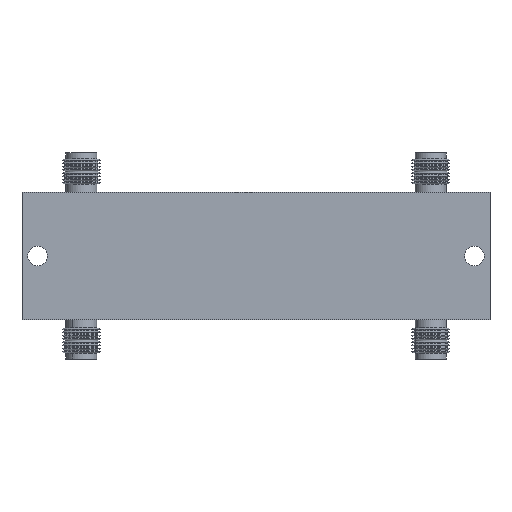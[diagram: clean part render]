
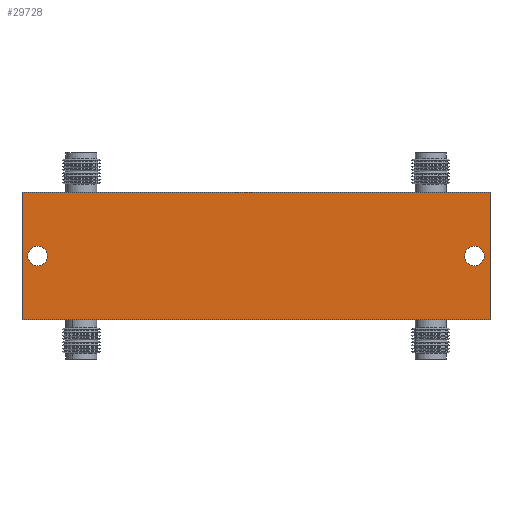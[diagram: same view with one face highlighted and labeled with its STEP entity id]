
A CAD part, front view. The second image highlights one B-rep face of the part: STEP entity #29728.
In plain terms, the highlighted planar face has unit normal (0, -1, 0).
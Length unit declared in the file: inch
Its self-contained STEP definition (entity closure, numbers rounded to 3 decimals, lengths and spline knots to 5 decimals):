
#62 = EDGE_LOOP ( 'NONE', ( #30812, #9006, #21946, #20895 ) ) ;
#134 = DIRECTION ( 'NONE',  ( 0., 0., -1. ) ) ;
#1720 = CARTESIAN_POINT ( 'NONE',  ( -1.4, 0., 0.0625 ) ) ;
#1803 = CARTESIAN_POINT ( 'NONE',  ( -1.5, 0., -0.41 ) ) ;
#2562 = CARTESIAN_POINT ( 'NONE',  ( 1.4, 0., 0. ) ) ;
#2747 = DIRECTION ( 'NONE',  ( 0., 0., 1. ) ) ;
#2846 = ORIENTED_EDGE ( 'NONE', *, *, #9620, .T. ) ;
#3381 = DIRECTION ( 'NONE',  ( 0., 0., -1. ) ) ;
#5168 = CARTESIAN_POINT ( 'NONE',  ( -1.5, 0., -0.41 ) ) ;
#5214 = EDGE_CURVE ( 'NONE', #7885, #8250, #17808, .T. ) ;
#5462 = FACE_BOUND ( 'NONE', #15659, .T. ) ;
#5640 = DIRECTION ( 'NONE',  ( 0., 0., -1. ) ) ;
#5867 = VECTOR ( 'NONE', #2747, 39.37008 ) ;
#5927 = VECTOR ( 'NONE', #19822, 39.37008 ) ;
#6268 = CARTESIAN_POINT ( 'NONE',  ( -1.4, 0., 0. ) ) ;
#6279 = DIRECTION ( 'NONE',  ( 0., 1., 0. ) ) ;
#6804 = DIRECTION ( 'NONE',  ( 0., 0., -1. ) ) ;
#7056 = CARTESIAN_POINT ( 'NONE',  ( 1.5, 0., -0.41 ) ) ;
#7885 = VERTEX_POINT ( 'NONE', #9854 ) ;
#8250 = VERTEX_POINT ( 'NONE', #7056 ) ;
#8349 = PLANE ( 'NONE',  #31695 ) ;
#8781 = EDGE_CURVE ( 'NONE', #32664, #13653, #17579, .T. ) ;
#8789 = EDGE_CURVE ( 'NONE', #29454, #11634, #37869, .T. ) ;
#8908 = EDGE_LOOP ( 'NONE', ( #18576, #35811 ) ) ;
#9006 = ORIENTED_EDGE ( 'NONE', *, *, #9357, .F. ) ;
#9357 = EDGE_CURVE ( 'NONE', #11634, #7885, #11326, .T. ) ;
#9620 = EDGE_CURVE ( 'NONE', #13653, #32664, #18357, .T. ) ;
#9854 = CARTESIAN_POINT ( 'NONE',  ( 1.5, 0., 0.41 ) ) ;
#11052 = DIRECTION ( 'NONE',  ( -1., 0., 0. ) ) ;
#11246 = EDGE_CURVE ( 'NONE', #25542, #19972, #21521, .T. ) ;
#11326 = LINE ( 'NONE', #28697, #5927 ) ;
#11634 = VERTEX_POINT ( 'NONE', #21308 ) ;
#11684 = EDGE_CURVE ( 'NONE', #8250, #29454, #22087, .T. ) ;
#12452 = DIRECTION ( 'NONE',  ( 0., 1., 0. ) ) ;
#13653 = VERTEX_POINT ( 'NONE', #15531 ) ;
#14305 = DIRECTION ( 'NONE',  ( 0., 1., 0. ) ) ;
#14736 = VECTOR ( 'NONE', #11052, 39.37008 ) ;
#15131 = AXIS2_PLACEMENT_3D ( 'NONE', #2562, #14305, #5640 ) ;
#15363 = CARTESIAN_POINT ( 'NONE',  ( 1.4, 0., 0. ) ) ;
#15531 = CARTESIAN_POINT ( 'NONE',  ( 1.4, 0., -0.0625 ) ) ;
#15560 = DIRECTION ( 'NONE',  ( 0., 0., -1. ) ) ;
#15659 = EDGE_LOOP ( 'NONE', ( #37399, #2846 ) ) ;
#17579 = CIRCLE ( 'NONE', #15131, 0.0625 ) ;
#17808 = LINE ( 'NONE', #36131, #20648 ) ;
#18039 = DIRECTION ( 'NONE',  ( 0., 1., 0. ) ) ;
#18342 = CARTESIAN_POINT ( 'NONE',  ( -1.4, 0., -0.0625 ) ) ;
#18357 = CIRCLE ( 'NONE', #36855, 0.0625 ) ;
#18576 = ORIENTED_EDGE ( 'NONE', *, *, #36596, .T. ) ;
#19035 = FACE_BOUND ( 'NONE', #8908, .T. ) ;
#19822 = DIRECTION ( 'NONE',  ( 1., 0., 0. ) ) ;
#19972 = VERTEX_POINT ( 'NONE', #1720 ) ;
#20127 = CARTESIAN_POINT ( 'NONE',  ( 0., 0., 0. ) ) ;
#20648 = VECTOR ( 'NONE', #6804, 39.37008 ) ;
#20895 = ORIENTED_EDGE ( 'NONE', *, *, #11684, .F. ) ;
#21308 = CARTESIAN_POINT ( 'NONE',  ( -1.5, 0., 0.41 ) ) ;
#21521 = CIRCLE ( 'NONE', #34430, 0.0625 ) ;
#21946 = ORIENTED_EDGE ( 'NONE', *, *, #8789, .F. ) ;
#22087 = LINE ( 'NONE', #1803, #14736 ) ;
#23177 = AXIS2_PLACEMENT_3D ( 'NONE', #6268, #18039, #3381 ) ;
#25048 = DIRECTION ( 'NONE',  ( 0., -1., 0. ) ) ;
#25542 = VERTEX_POINT ( 'NONE', #18342 ) ;
#26545 = CARTESIAN_POINT ( 'NONE',  ( -1.4, 0., 0. ) ) ;
#28687 = CIRCLE ( 'NONE', #23177, 0.0625 ) ;
#28697 = CARTESIAN_POINT ( 'NONE',  ( -1.5, 0., 0.41 ) ) ;
#29159 = CARTESIAN_POINT ( 'NONE',  ( -1.5, 0., 0.41 ) ) ;
#29454 = VERTEX_POINT ( 'NONE', #5168 ) ;
#29728 = ADVANCED_FACE ( 'NONE', ( #19035, #5462, #30820 ), #8349, .T. ) ;
#30812 = ORIENTED_EDGE ( 'NONE', *, *, #5214, .F. ) ;
#30820 = FACE_OUTER_BOUND ( 'NONE', #62, .T. ) ;
#30879 = CARTESIAN_POINT ( 'NONE',  ( 1.4, 0., 0.0625 ) ) ;
#31695 = AXIS2_PLACEMENT_3D ( 'NONE', #20127, #25048, #37889 ) ;
#32664 = VERTEX_POINT ( 'NONE', #30879 ) ;
#34430 = AXIS2_PLACEMENT_3D ( 'NONE', #26545, #6279, #134 ) ;
#35811 = ORIENTED_EDGE ( 'NONE', *, *, #11246, .T. ) ;
#36131 = CARTESIAN_POINT ( 'NONE',  ( 1.5, 0., 0.41 ) ) ;
#36596 = EDGE_CURVE ( 'NONE', #19972, #25542, #28687, .T. ) ;
#36855 = AXIS2_PLACEMENT_3D ( 'NONE', #15363, #12452, #15560 ) ;
#37399 = ORIENTED_EDGE ( 'NONE', *, *, #8781, .T. ) ;
#37869 = LINE ( 'NONE', #29159, #5867 ) ;
#37889 = DIRECTION ( 'NONE',  ( 0., 0., -1. ) ) ;
